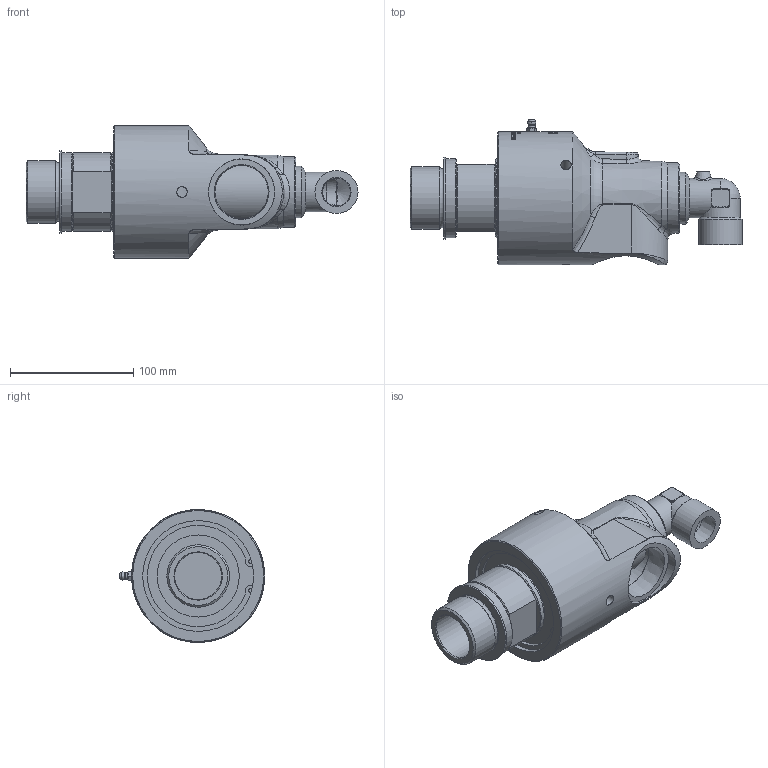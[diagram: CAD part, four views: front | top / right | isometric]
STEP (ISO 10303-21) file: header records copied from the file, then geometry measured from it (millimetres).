
FILE_DESCRIPTION(/* description */ (''),/* implementation_level */ '2;1');
FILE_NAME(/* name */ '557-000-395144-IC.stp',/* time_stamp */ '2022-07-05T14:32:30-05:00',/* author */ ('GALINDOLM'),/* organization */ (''),/* preprocessor_version */ 'ST-DEVELOPER v18.1',/* originating_system */ 'Autodesk Inventor 2022',/* authorisation */ '');
FILE_SCHEMA (('AUTOMOTIVE_DESIGN { 1 0 10303 214 3 1 1 }'));
Products named in the file (1): 557-000-395144-IC
Bounding box: 269.6 x 117.99 x 108 mm (x, y, z)
Volume: 1023311.7 mm3; surface area: 106921 mm2
Topology: 1 solids, 2 shells, 1008 faces, 2635 edges, 1731 vertices
Faces by surface type: bspline 427, plane 379, cylinder 151, cone 33, torus 15, sphere 3
Full cylindrical faces by diameter (mm): 3 x1, 3.175 x2, 5.359 x1, 8.6 x3, 22.631 x1, 25.527 x1, 32 x1, 35 x1, 37.313 x1, 38.1 x1, 43.256 x1, 50.754 x1, 50.8 x1, 53.7 x1, 56.25 x1, 64 x2, 66.7 x1, 90.07 x1, 108 x1
Entity records: 44561 total; most frequent: CARTESIAN_POINT 21945, ORIENTED_EDGE 5248, DIRECTION 3470, EDGE_CURVE 2624, VERTEX_POINT 1731, AXIS2_PLACEMENT_3D 1189, EDGE_LOOP 1121, LINE 1092
